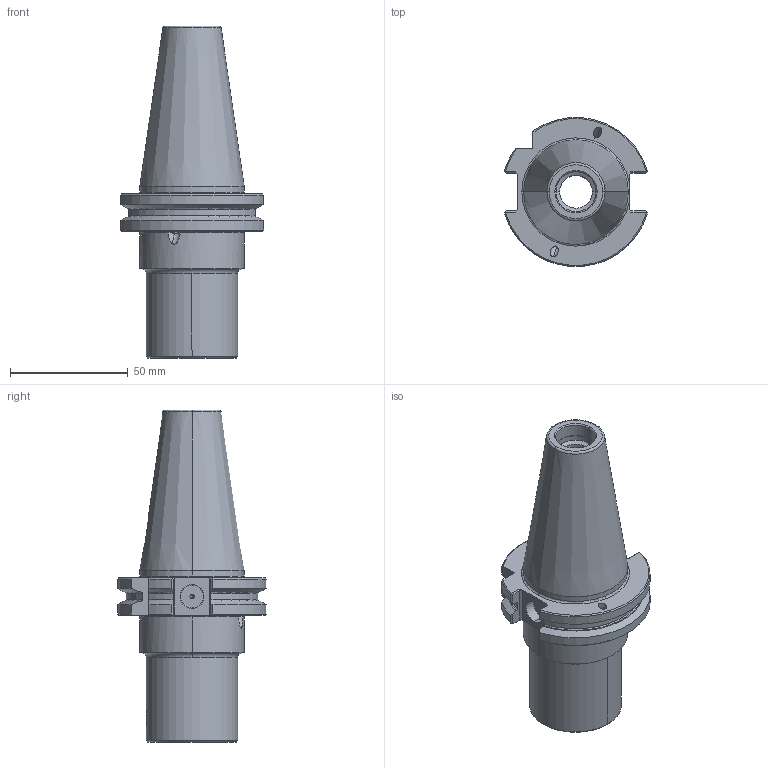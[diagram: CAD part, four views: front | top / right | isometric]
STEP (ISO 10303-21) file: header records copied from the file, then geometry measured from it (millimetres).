
FILE_DESCRIPTION(('no description'),'unknown implementation level');
FILE_NAME('F09A4C95-86ED-4D66-8C64-601B856451C5_export.stp',' ',('CIMSOURCE GmbH'),('CADClick - KiM GmbH - www.kimweb.de'),'unknown preprocess','ACIS','unknown authorization');
FILE_SCHEMA(('automotive_design'));
Length unit declared in the file: millimetre
Products named in the file (2): 326.041 Kaiser SK40 VBD X CKS4 X 80B|690.434 Kaiser ETL M8 X 11 CK4;Schnitt-Linear austragen2; 326.041 Kaiser SK40 VBD X CKS4 X 80B|326.041 Kaiser SK40 VBD X CKS4 X 80B;Rotation2
Bounding box: 60.95 x 63.29 x 141.25 mm (x, y, z)
Volume: 151613.4 mm3; surface area: 31929.3 mm2
Topology: 2 solids, 2 shells, 208 faces, 530 edges, 332 vertices
Faces by surface type: plane 75, cylinder 65, cone 44, torus 20, bspline 4
Entity records: 13756 total; most frequent: CARTESIAN_POINT 2774, STYLED_ITEM 1068, PRESENTATION_STYLE_ASSIGNMENT 1068, COLOUR_RGB 1068, DIRECTION 1056, ORIENTED_EDGE 1052, EDGE_CURVE 526, CURVE_STYLE 526
